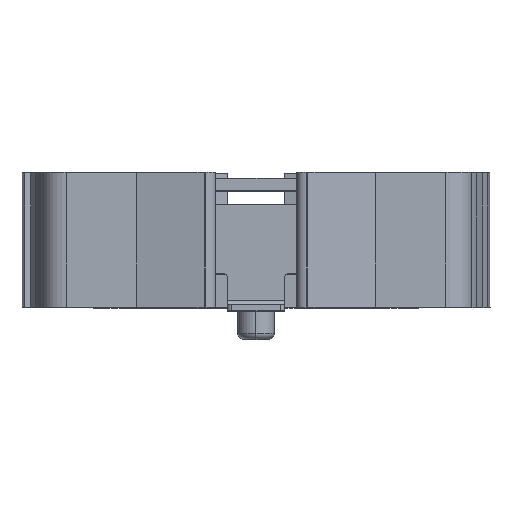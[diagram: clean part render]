
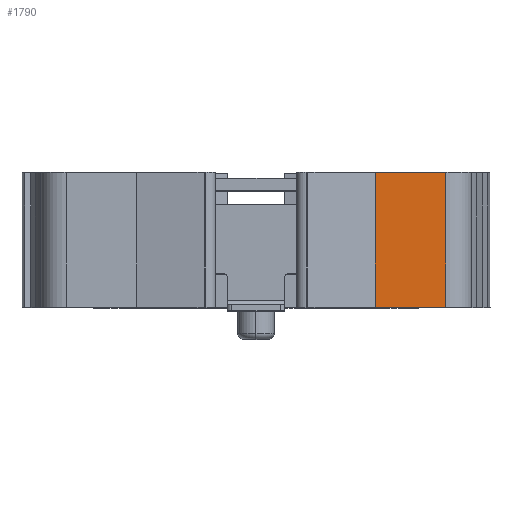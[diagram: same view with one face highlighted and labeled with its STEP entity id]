
A CAD part, top view. The second image highlights one B-rep face of the part: STEP entity #1790.
In plain terms, the highlighted planar face has unit normal (0, 0, 1).
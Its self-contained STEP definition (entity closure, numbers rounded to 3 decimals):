
#64 = CARTESIAN_POINT ( 'NONE',  ( 5.984, 4.25, 8. ) ) ;
#102 = EDGE_CURVE ( 'NONE', #3027, #6269, #421, .T. ) ;
#421 = LINE ( 'NONE', #6780, #8880 ) ;
#1378 = DIRECTION ( 'NONE',  ( 0., -1., 0. ) ) ;
#1733 = VERTEX_POINT ( 'NONE', #10435 ) ;
#1790 = ADVANCED_FACE ( 'NONE', ( #4782 ), #4664, .T. ) ;
#1927 = CARTESIAN_POINT ( 'NONE',  ( 3.764, 4.25, 8. ) ) ;
#2484 = AXIS2_PLACEMENT_3D ( 'NONE', #4194, #10600, #6613 ) ;
#2824 = EDGE_CURVE ( 'NONE', #9354, #3027, #5476, .T. ) ;
#3027 = VERTEX_POINT ( 'NONE', #64 ) ;
#4177 = ORIENTED_EDGE ( 'NONE', *, *, #102, .T. ) ;
#4194 = CARTESIAN_POINT ( 'NONE',  ( 3.764, 0., 8. ) ) ;
#4231 = EDGE_LOOP ( 'NONE', ( #10963, #9425, #4177, #4771 ) ) ;
#4603 = LINE ( 'NONE', #10830, #7222 ) ;
#4664 = PLANE ( 'NONE',  #2484 ) ;
#4771 = ORIENTED_EDGE ( 'NONE', *, *, #7370, .T. ) ;
#4782 = FACE_OUTER_BOUND ( 'NONE', #4231, .T. ) ;
#5476 = LINE ( 'NONE', #10877, #8774 ) ;
#5934 = CARTESIAN_POINT ( 'NONE',  ( 3.764, 0., 8. ) ) ;
#6051 = DIRECTION ( 'NONE',  ( 1., 0., 0. ) ) ;
#6269 = VERTEX_POINT ( 'NONE', #1927 ) ;
#6613 = DIRECTION ( 'NONE',  ( 1., 0., 0. ) ) ;
#6780 = CARTESIAN_POINT ( 'NONE',  ( 3.764, 4.25, 8. ) ) ;
#7222 = VECTOR ( 'NONE', #6051, 1000. ) ;
#7370 = EDGE_CURVE ( 'NONE', #6269, #1733, #11059, .T. ) ;
#8774 = VECTOR ( 'NONE', #9841, 1000. ) ;
#8880 = VECTOR ( 'NONE', #9407, 1000. ) ;
#9246 = CARTESIAN_POINT ( 'NONE',  ( 5.984, 0., 8. ) ) ;
#9354 = VERTEX_POINT ( 'NONE', #9246 ) ;
#9407 = DIRECTION ( 'NONE',  ( -1., 0., 0. ) ) ;
#9425 = ORIENTED_EDGE ( 'NONE', *, *, #2824, .T. ) ;
#9432 = EDGE_CURVE ( 'NONE', #1733, #9354, #4603, .T. ) ;
#9841 = DIRECTION ( 'NONE',  ( 0., 1., 0. ) ) ;
#10415 = VECTOR ( 'NONE', #1378, 1000. ) ;
#10435 = CARTESIAN_POINT ( 'NONE',  ( 3.764, 0., 8. ) ) ;
#10600 = DIRECTION ( 'NONE',  ( 0., 0., 1. ) ) ;
#10830 = CARTESIAN_POINT ( 'NONE',  ( 3.764, 0., 8. ) ) ;
#10877 = CARTESIAN_POINT ( 'NONE',  ( 5.984, 4.25, 8. ) ) ;
#10963 = ORIENTED_EDGE ( 'NONE', *, *, #9432, .T. ) ;
#11059 = LINE ( 'NONE', #5934, #10415 ) ;
